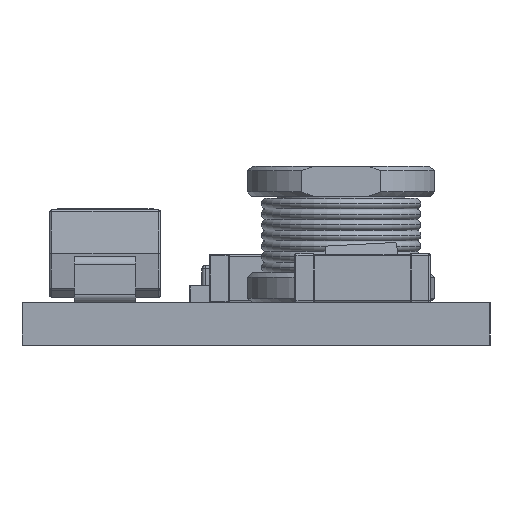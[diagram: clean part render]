
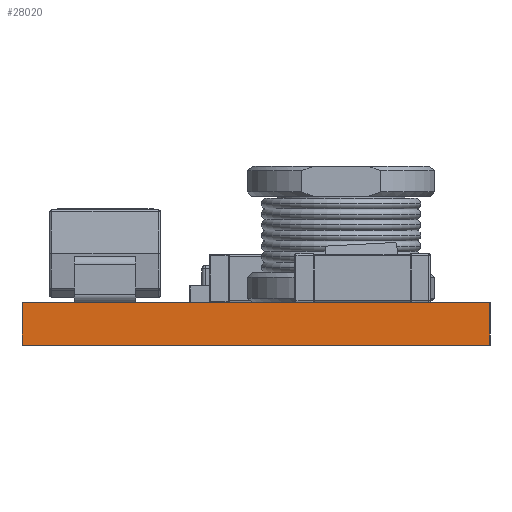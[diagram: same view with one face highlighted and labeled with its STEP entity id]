
A CAD part, left-side view. The second image highlights one B-rep face of the part: STEP entity #28020.
In plain terms, the highlighted planar face has unit normal (-1, 0, 0).
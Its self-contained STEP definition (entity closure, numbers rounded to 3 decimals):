
#2276 = VECTOR ( 'NONE', #4994, 1000. ) ;
#4921 = CARTESIAN_POINT ( 'NONE',  ( 0., 0., 1. ) ) ;
#4994 = DIRECTION ( 'NONE',  ( 0., 0., -1. ) ) ;
#7722 = FACE_OUTER_BOUND ( 'NONE', #19202, .T. ) ;
#7798 = CARTESIAN_POINT ( 'NONE',  ( 0., 11., 1. ) ) ;
#8776 = CARTESIAN_POINT ( 'NONE',  ( 0., 0., 1. ) ) ;
#9944 = LINE ( 'NONE', #35557, #35762 ) ;
#10309 = DIRECTION ( 'NONE',  ( 0., -1., 0. ) ) ;
#11369 = CARTESIAN_POINT ( 'NONE',  ( 0., 11., 0. ) ) ;
#14002 = LINE ( 'NONE', #8776, #16746 ) ;
#16297 = DIRECTION ( 'NONE',  ( 1., 0., 0. ) ) ;
#16368 = EDGE_CURVE ( 'NONE', #22293, #22568, #14002, .T. ) ;
#16746 = VECTOR ( 'NONE', #17351, 1000. ) ;
#17351 = DIRECTION ( 'NONE',  ( 0., -1., 0. ) ) ;
#17635 = AXIS2_PLACEMENT_3D ( 'NONE', #4921, #16297, #23927 ) ;
#19202 = EDGE_LOOP ( 'NONE', ( #19251, #19347, #25242, #30155 ) ) ;
#19251 = ORIENTED_EDGE ( 'NONE', *, *, #22486, .T. ) ;
#19347 = ORIENTED_EDGE ( 'NONE', *, *, #20145, .F. ) ;
#19447 = CARTESIAN_POINT ( 'NONE',  ( 0., 0., 1. ) ) ;
#20145 = EDGE_CURVE ( 'NONE', #22568, #24242, #34776, .T. ) ;
#20387 = CARTESIAN_POINT ( 'NONE',  ( 0., 11., 1. ) ) ;
#22293 = VERTEX_POINT ( 'NONE', #20387 ) ;
#22486 = EDGE_CURVE ( 'NONE', #32069, #24242, #9944, .T. ) ;
#22568 = VERTEX_POINT ( 'NONE', #19447 ) ;
#23287 = CARTESIAN_POINT ( 'NONE',  ( 0., 0., 1. ) ) ;
#23927 = DIRECTION ( 'NONE',  ( 0., 0., -1. ) ) ;
#24242 = VERTEX_POINT ( 'NONE', #36594 ) ;
#25242 = ORIENTED_EDGE ( 'NONE', *, *, #16368, .F. ) ;
#28020 = ADVANCED_FACE ( 'NONE', ( #7722 ), #30413, .F. ) ;
#29780 = DIRECTION ( 'NONE',  ( 0., 0., -1. ) ) ;
#30155 = ORIENTED_EDGE ( 'NONE', *, *, #33169, .T. ) ;
#30413 = PLANE ( 'NONE',  #17635 ) ;
#32069 = VERTEX_POINT ( 'NONE', #11369 ) ;
#33169 = EDGE_CURVE ( 'NONE', #22293, #32069, #33252, .T. ) ;
#33252 = LINE ( 'NONE', #7798, #2276 ) ;
#34776 = LINE ( 'NONE', #23287, #35884 ) ;
#35557 = CARTESIAN_POINT ( 'NONE',  ( 0., 0., 0. ) ) ;
#35762 = VECTOR ( 'NONE', #10309, 1000. ) ;
#35884 = VECTOR ( 'NONE', #29780, 1000. ) ;
#36594 = CARTESIAN_POINT ( 'NONE',  ( 0., 0., 0. ) ) ;
